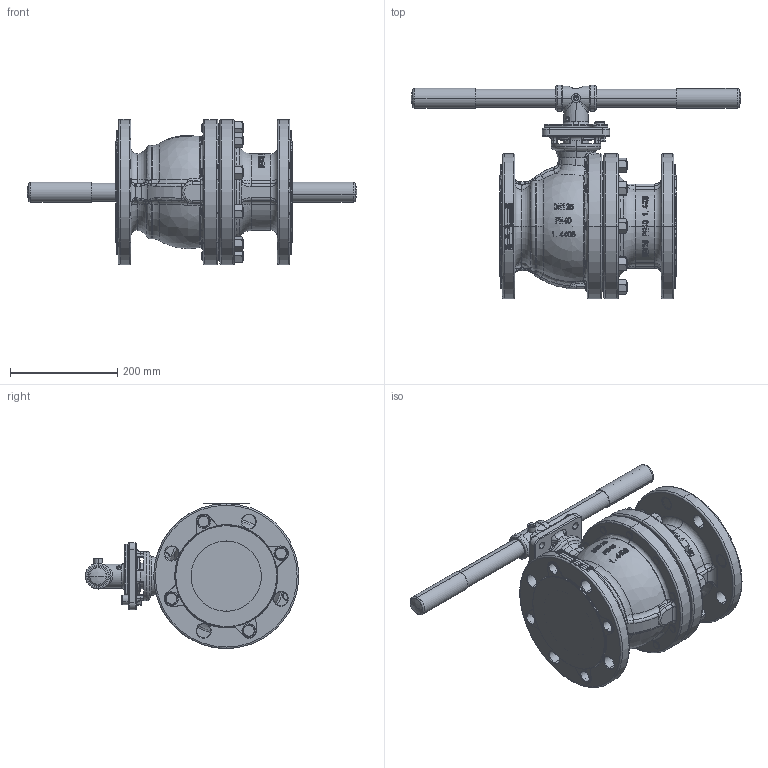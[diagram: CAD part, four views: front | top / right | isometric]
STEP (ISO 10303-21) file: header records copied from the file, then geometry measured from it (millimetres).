
FILE_DESCRIPTION (( 'STEP AP203' ), '1' );
FILE_NAME ('KI-KV-L4N-DN125-詩奪.STEP', '2023-08-01T06:31:29', ( '' ), ( '' ), 'SwSTEP 2.0', 'SolidWorks 2013', '' );
FILE_SCHEMA (( 'CONFIG_CONTROL_DESIGN' ));
Products named in the file (1): KI-KV-L4N-DN125-詩奪
Bounding box: 613.31 x 397.43 x 270.45 mm (x, y, z)
Volume: 7856451 mm3; surface area: 1469267.7 mm2
Topology: 55 solids, 55 shells, 2285 faces, 6600 edges, 4597 vertices
Faces by surface type: plane 795, cylinder 564, cone 397, bspline 256, torus 220, sphere 53
Entity records: 115890 total; most frequent: CARTESIAN_POINT 56503, ORIENTED_EDGE 13070, DIRECTION 11523, EDGE_CURVE 6535, VERTEX_POINT 4572, AXIS2_PLACEMENT_3D 4301, LINE 2921, VECTOR 2921
